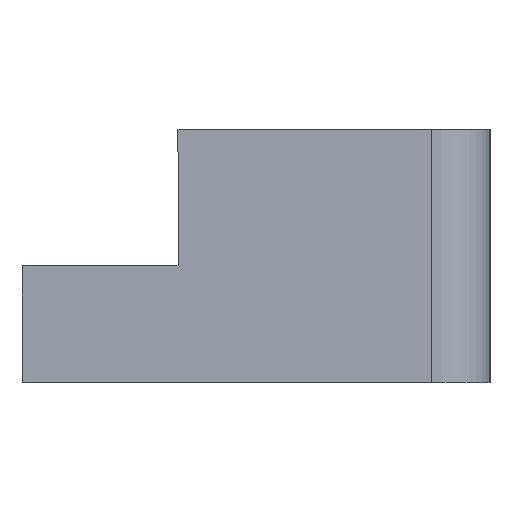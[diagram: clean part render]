
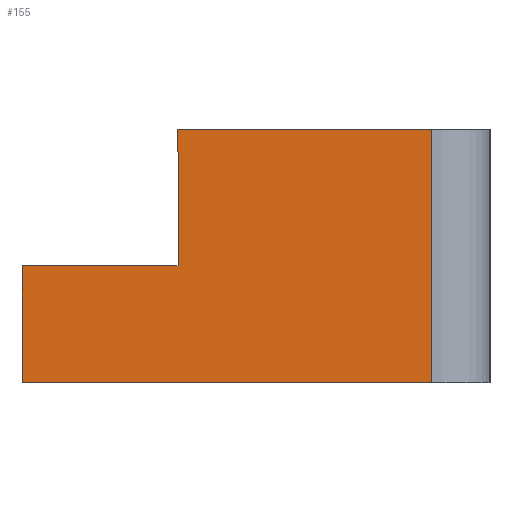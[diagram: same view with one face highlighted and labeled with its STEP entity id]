
A CAD part, left-side view. The second image highlights one B-rep face of the part: STEP entity #155.
In plain terms, the highlighted planar face has unit normal (-1, 0, 0).
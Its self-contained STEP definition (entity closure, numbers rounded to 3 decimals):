
#26 = CARTESIAN_POINT ( 'NONE',  ( -65., 8., 3. ) ) ;
#29 = CARTESIAN_POINT ( 'NONE',  ( -65., 12., 0. ) ) ;
#55 = CARTESIAN_POINT ( 'NONE',  ( -65., 12., 0. ) ) ;
#77 = ORIENTED_EDGE ( 'NONE', *, *, #321, .T. ) ;
#78 = EDGE_CURVE ( 'NONE', #618, #487, #613, .T. ) ;
#87 = FACE_OUTER_BOUND ( 'NONE', #434, .T. ) ;
#100 = DIRECTION ( 'NONE',  ( 0., 1., 0. ) ) ;
#133 = CARTESIAN_POINT ( 'NONE',  ( -65., 12., 3. ) ) ;
#155 = ADVANCED_FACE ( 'NONE', ( #87 ), #642, .F. ) ;
#198 = CARTESIAN_POINT ( 'NONE',  ( -65., 0., 0. ) ) ;
#255 = CARTESIAN_POINT ( 'NONE',  ( -65., 1.5, 6.5 ) ) ;
#260 = CARTESIAN_POINT ( 'NONE',  ( -65., 1.5, 0. ) ) ;
#263 = VERTEX_POINT ( 'NONE', #133 ) ;
#288 = VERTEX_POINT ( 'NONE', #255 ) ;
#290 = CARTESIAN_POINT ( 'NONE',  ( -65., 0., 0. ) ) ;
#306 = CARTESIAN_POINT ( 'NONE',  ( -65., 8., 6.5 ) ) ;
#312 = ORIENTED_EDGE ( 'NONE', *, *, #78, .F. ) ;
#313 = VECTOR ( 'NONE', #784, 1000. ) ;
#321 = EDGE_CURVE ( 'NONE', #618, #288, #599, .T. ) ;
#322 = DIRECTION ( 'NONE',  ( 0., 0., 1. ) ) ;
#365 = ORIENTED_EDGE ( 'NONE', *, *, #699, .F. ) ;
#379 = DIRECTION ( 'NONE',  ( 0., -1., 0. ) ) ;
#380 = EDGE_CURVE ( 'NONE', #747, #288, #611, .T. ) ;
#398 = VERTEX_POINT ( 'NONE', #26 ) ;
#400 = CARTESIAN_POINT ( 'NONE',  ( -65., 8., 3. ) ) ;
#406 = VECTOR ( 'NONE', #100, 1000. ) ;
#410 = VECTOR ( 'NONE', #457, 1000. ) ;
#422 = CARTESIAN_POINT ( 'NONE',  ( -65., 8., 6.5 ) ) ;
#427 = LINE ( 'NONE', #446, #439 ) ;
#434 = EDGE_LOOP ( 'NONE', ( #312, #77, #791, #365, #620, #551 ) ) ;
#439 = VECTOR ( 'NONE', #518, 1000. ) ;
#446 = CARTESIAN_POINT ( 'NONE',  ( -65., 12., 3. ) ) ;
#447 = CARTESIAN_POINT ( 'NONE',  ( -65., 1.5, 0. ) ) ;
#457 = DIRECTION ( 'NONE',  ( 0., 0., 1. ) ) ;
#480 = LINE ( 'NONE', #55, #313 ) ;
#487 = VERTEX_POINT ( 'NONE', #29 ) ;
#489 = DIRECTION ( 'NONE',  ( 0., 0., -1. ) ) ;
#518 = DIRECTION ( 'NONE',  ( 0., -1., 0. ) ) ;
#543 = LINE ( 'NONE', #400, #410 ) ;
#551 = ORIENTED_EDGE ( 'NONE', *, *, #735, .F. ) ;
#599 = LINE ( 'NONE', #260, #626 ) ;
#610 = EDGE_CURVE ( 'NONE', #263, #398, #427, .T. ) ;
#611 = LINE ( 'NONE', #422, #746 ) ;
#613 = LINE ( 'NONE', #198, #406 ) ;
#618 = VERTEX_POINT ( 'NONE', #447 ) ;
#620 = ORIENTED_EDGE ( 'NONE', *, *, #610, .F. ) ;
#626 = VECTOR ( 'NONE', #322, 1000. ) ;
#642 = PLANE ( 'NONE',  #713 ) ;
#683 = DIRECTION ( 'NONE',  ( 1., 0., 0. ) ) ;
#699 = EDGE_CURVE ( 'NONE', #398, #747, #543, .T. ) ;
#713 = AXIS2_PLACEMENT_3D ( 'NONE', #290, #683, #489 ) ;
#735 = EDGE_CURVE ( 'NONE', #487, #263, #480, .T. ) ;
#746 = VECTOR ( 'NONE', #379, 1000. ) ;
#747 = VERTEX_POINT ( 'NONE', #306 ) ;
#784 = DIRECTION ( 'NONE',  ( 0., 0., 1. ) ) ;
#791 = ORIENTED_EDGE ( 'NONE', *, *, #380, .F. ) ;
